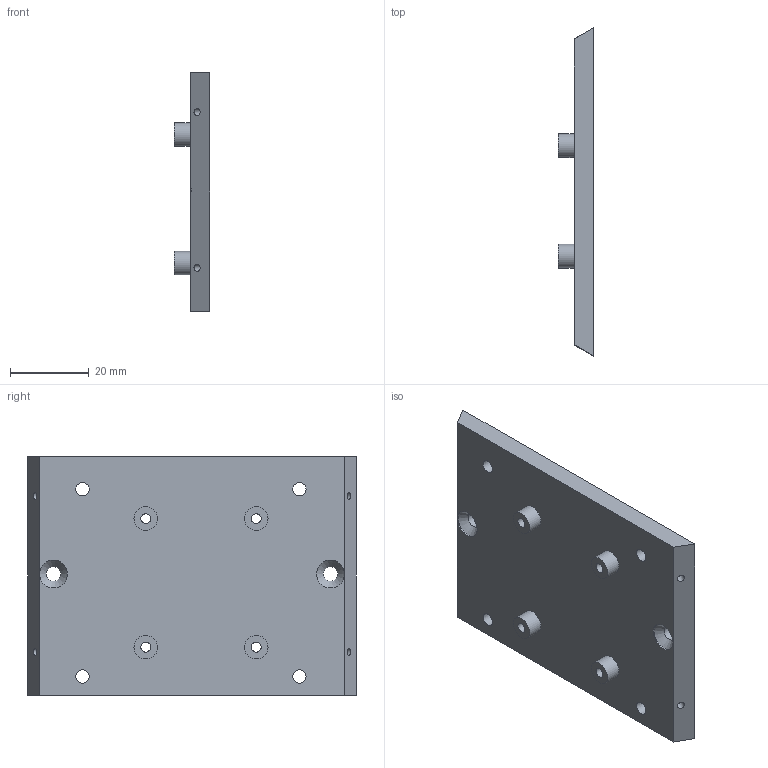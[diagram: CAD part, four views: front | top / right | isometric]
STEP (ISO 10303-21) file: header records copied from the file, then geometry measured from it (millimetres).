
FILE_DESCRIPTION(/* description */ (''),/* implementation_level */ '2;1');
FILE_NAME(/* name */ 'Wall-Plate.step',/* time_stamp */ '2025-11-28T14:40:50-08:00',/* author */ (''),/* organization */ (''),/* preprocessor_version */ 'ST-DEVELOPER v20.1',/* originating_system */ 'Autodesk Translation Framework v14.21.0.0',/* authorisation */ '');
FILE_SCHEMA (('AUTOMOTIVE_DESIGN { 1 0 10303 214 3 1 1 }'));
Length unit declared in the file: millimetre
Products named in the file (1): Wall-Plate
Bounding box: 8.9 x 83.2 x 60.5 mm (x, y, z)
Volume: 23522.9 mm3; surface area: 12121.6 mm2
Topology: 1 solids, 1 shells, 40 faces, 86 edges, 56 vertices
Faces by surface type: cylinder 24, plane 14, cone 2
Full cylindrical faces by diameter (mm): 1.8 x4, 2.5 x4, 3.4 x4, 3.7 x2, 6 x8, 7.087 x2
Entity records: 1202 total; most frequent: DIRECTION 216, CARTESIAN_POINT 183, ORIENTED_EDGE 172, AXIS2_PLACEMENT_3D 89, EDGE_CURVE 86, EDGE_LOOP 76, VERTEX_POINT 56, CIRCLE 44
